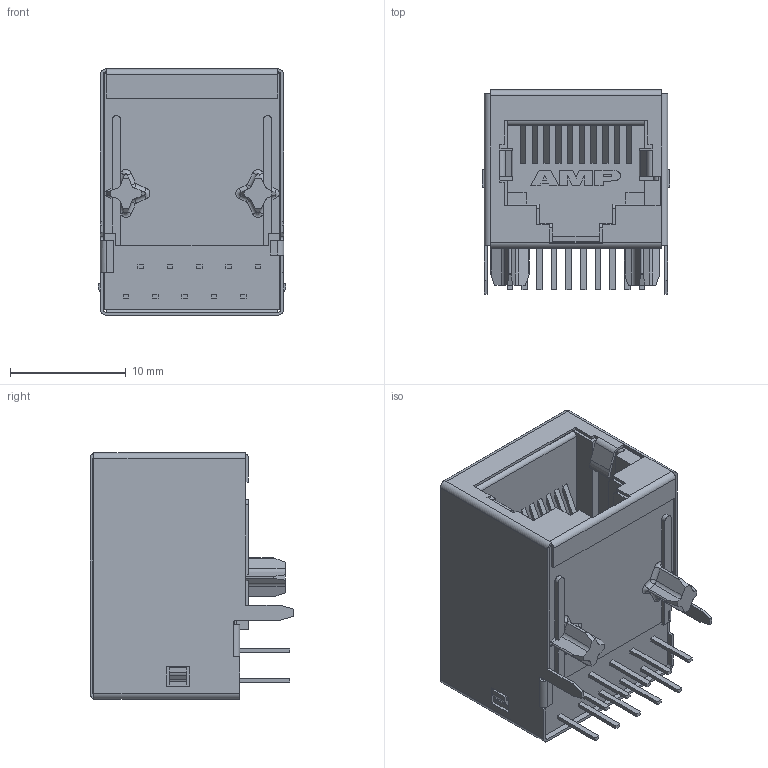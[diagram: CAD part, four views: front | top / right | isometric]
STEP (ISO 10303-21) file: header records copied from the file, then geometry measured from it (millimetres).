
FILE_DESCRIPTION((''),'2;1');
FILE_NAME('C-5558067-1','2011-07-07T',('workeradm'),(''),'PRO/ENGINEER BY PARAMETRIC TECHNOLOGY CORPORATION, 2010430','PRO/ENGINEER BY PARAMETRIC TECHNOLOGY CORPORATION, 2010430','');
FILE_SCHEMA(('AUTOMOTIVE_DESIGN { 1 0 10303 214 1 1 1 1 }'));
Length unit declared in the file: millimetre
Products named in the file (1): C-5558067-1
Bounding box: 16.19 x 17.65 x 21.34 mm (x, y, z)
Volume: 3137.3 mm3; surface area: 4800.4 mm2
Topology: 1 solids, 1 shells, 446 faces, 1236 edges, 803 vertices
Faces by surface type: plane 342, cylinder 88, torus 8, bspline 4, sphere 2, extrusion 2
Entity records: 14640 total; most frequent: CARTESIAN_POINT 2925, ORIENTED_EDGE 2472, DIRECTION 2265, EDGE_CURVE 1236, VECTOR 1027, LINE 1025, VERTEX_POINT 803, AXIS2_PLACEMENT_3D 619
